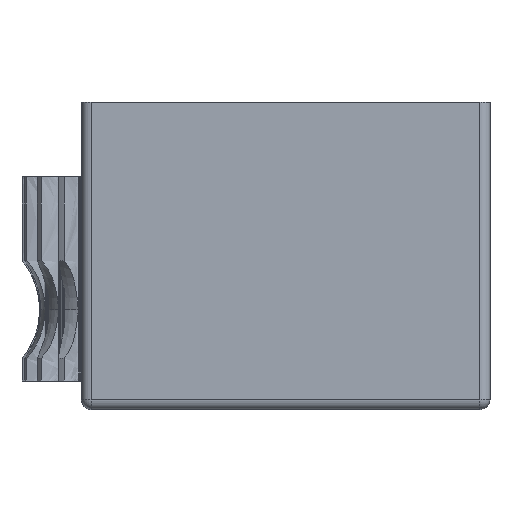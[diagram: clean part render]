
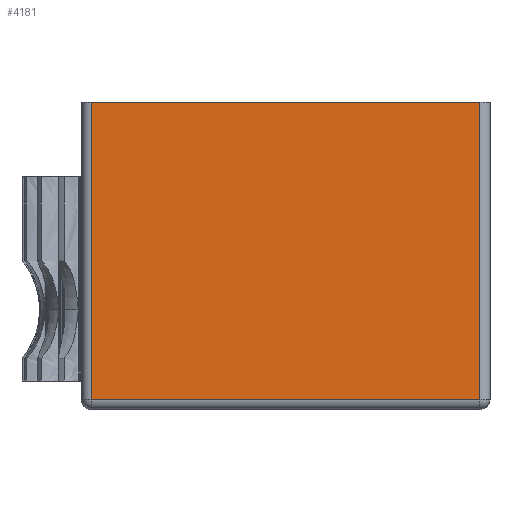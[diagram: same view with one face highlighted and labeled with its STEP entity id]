
A CAD part, left-side view. The second image highlights one B-rep face of the part: STEP entity #4181.
In plain terms, the highlighted planar face has unit normal (-1, 0, 0).
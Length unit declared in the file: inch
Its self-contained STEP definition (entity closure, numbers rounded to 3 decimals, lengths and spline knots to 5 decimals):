
#2640 = EDGE_CURVE ( 'NONE', #7621, #7641, #11070, .T. ) ;
#2652 = EDGE_CURVE ( 'NONE', #7646, #7650, #11105, .T. ) ;
#2653 = EDGE_CURVE ( 'NONE', #7650, #7621, #11117, .T. ) ;
#2654 = EDGE_CURVE ( 'NONE', #7641, #7646, #11120, .T. ) ;
#4181 = ADVANCED_FACE ( 'NONE', ( #12072 ), #12073, .T. ) ;
#7100 = EDGE_LOOP ( 'NONE', ( #8314, #8313, #8312, #8311 ) ) ;
#7621 = VERTEX_POINT ( 'NONE', #20434 ) ;
#7641 = VERTEX_POINT ( 'NONE', #20454 ) ;
#7646 = VERTEX_POINT ( 'NONE', #20459 ) ;
#7650 = VERTEX_POINT ( 'NONE', #20463 ) ;
#8311 = ORIENTED_EDGE ( 'NONE', *, *, #2654, .T. ) ;
#8312 = ORIENTED_EDGE ( 'NONE', *, *, #2640, .T. ) ;
#8313 = ORIENTED_EDGE ( 'NONE', *, *, #2653, .T. ) ;
#8314 = ORIENTED_EDGE ( 'NONE', *, *, #2652, .T. ) ;
#11070 = LINE ( 'NONE', #11071, #16621 ) ;
#11071 = CARTESIAN_POINT ( 'NONE',  ( -0.75, -1.19502, 0.26179 ) ) ;
#11079 = DIRECTION ( 'NONE',  ( 0., 1., 0. ) ) ;
#11105 = LINE ( 'NONE', #11106, #16639 ) ;
#11106 = CARTESIAN_POINT ( 'NONE',  ( -0.75, -1.19502, -1.19199 ) ) ;
#11116 = DIRECTION ( 'NONE',  ( 0., -1., 0. ) ) ;
#11117 = LINE ( 'NONE', #11118, #16641 ) ;
#11118 = CARTESIAN_POINT ( 'NONE',  ( -0.75, -1.14502, 3.46336 ) ) ;
#11119 = DIRECTION ( 'NONE',  ( 0., 0., 1. ) ) ;
#11120 = LINE ( 'NONE', #11121, #16642 ) ;
#11121 = CARTESIAN_POINT ( 'NONE',  ( -0.75, 0.75498, 3.46336 ) ) ;
#11122 = DIRECTION ( 'NONE',  ( 0., 0., -1. ) ) ;
#11499 = AXIS2_PLACEMENT_3D ( 'NONE', #12070, #12075, #12076 ) ;
#12070 = CARTESIAN_POINT ( 'NONE',  ( -0.75, -1.19502, 3.46336 ) ) ;
#12072 = FACE_OUTER_BOUND ( 'NONE', #7100, .T. ) ;
#12073 = PLANE ( 'NONE',  #11499 ) ;
#12075 = DIRECTION ( 'NONE',  ( -1., 0., 0. ) ) ;
#12076 = DIRECTION ( 'NONE',  ( 0., -1., 0. ) ) ;
#16621 = VECTOR ( 'NONE', #11079, 39.37008 ) ;
#16639 = VECTOR ( 'NONE', #11116, 39.37008 ) ;
#16641 = VECTOR ( 'NONE', #11119, 39.37008 ) ;
#16642 = VECTOR ( 'NONE', #11122, 39.37008 ) ;
#20434 = CARTESIAN_POINT ( 'NONE',  ( -0.75, -1.14502, 0.26179 ) ) ;
#20454 = CARTESIAN_POINT ( 'NONE',  ( -0.75, 0.75498, 0.26179 ) ) ;
#20459 = CARTESIAN_POINT ( 'NONE',  ( -0.75, 0.75498, -1.19199 ) ) ;
#20463 = CARTESIAN_POINT ( 'NONE',  ( -0.75, -1.14502, -1.19199 ) ) ;
